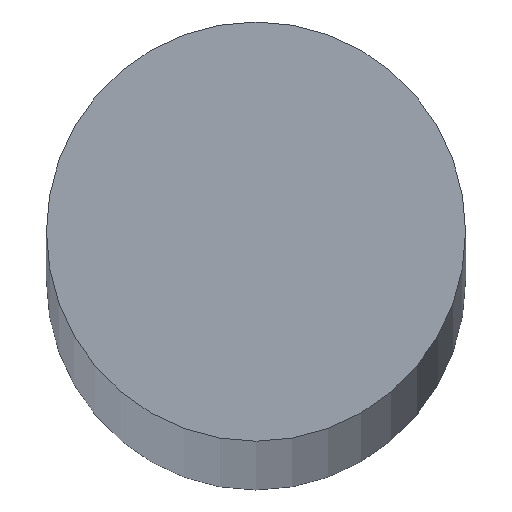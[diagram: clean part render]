
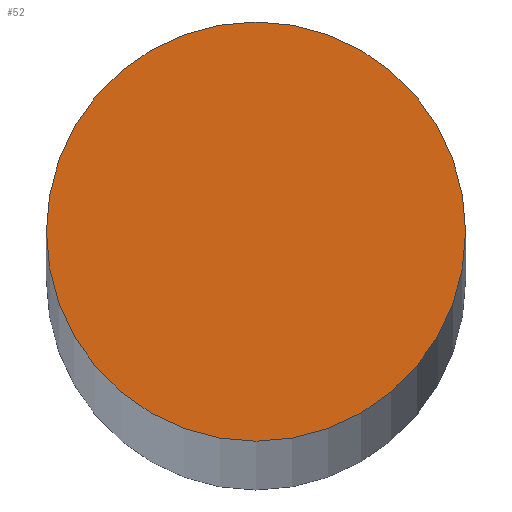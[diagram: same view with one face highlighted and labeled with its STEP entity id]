
A CAD part, top view. The second image highlights one B-rep face of the part: STEP entity #52.
In plain terms, the highlighted planar face has unit normal (0, 0, 1).
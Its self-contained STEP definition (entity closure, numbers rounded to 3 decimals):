
#10 = DIRECTION ( 'NONE',  ( 0., 0., 1. ) ) ;
#11 = EDGE_CURVE ( 'NONE', #162, #188, #142, .T. ) ;
#15 = DIRECTION ( 'NONE',  ( 1., 0., 0. ) ) ;
#17 = DIRECTION ( 'NONE',  ( 1., 0., 0. ) ) ;
#25 = CARTESIAN_POINT ( 'NONE',  ( 7.5, 0., 1000. ) ) ;
#34 = EDGE_LOOP ( 'NONE', ( #93, #159 ) ) ;
#52 = ADVANCED_FACE ( 'NONE', ( #130 ), #177, .T. ) ;
#65 = AXIS2_PLACEMENT_3D ( 'NONE', #154, #89, #101 ) ;
#76 = CIRCLE ( 'NONE', #65, 7.5 ) ;
#89 = DIRECTION ( 'NONE',  ( 0., 0., 1. ) ) ;
#91 = EDGE_CURVE ( 'NONE', #188, #162, #76, .T. ) ;
#93 = ORIENTED_EDGE ( 'NONE', *, *, #11, .T. ) ;
#101 = DIRECTION ( 'NONE',  ( 1., 0., 0. ) ) ;
#112 = CARTESIAN_POINT ( 'NONE',  ( 0., 0., 1000. ) ) ;
#130 = FACE_OUTER_BOUND ( 'NONE', #34, .T. ) ;
#142 = CIRCLE ( 'NONE', #175, 7.5 ) ;
#149 = CARTESIAN_POINT ( 'NONE',  ( 0., 0., 1000. ) ) ;
#154 = CARTESIAN_POINT ( 'NONE',  ( 0., 0., 1000. ) ) ;
#159 = ORIENTED_EDGE ( 'NONE', *, *, #91, .T. ) ;
#161 = DIRECTION ( 'NONE',  ( 0., 0., 1. ) ) ;
#162 = VERTEX_POINT ( 'NONE', #170 ) ;
#166 = AXIS2_PLACEMENT_3D ( 'NONE', #149, #10, #17 ) ;
#170 = CARTESIAN_POINT ( 'NONE',  ( -7.5, 0., 1000. ) ) ;
#175 = AXIS2_PLACEMENT_3D ( 'NONE', #112, #161, #15 ) ;
#177 = PLANE ( 'NONE',  #166 ) ;
#188 = VERTEX_POINT ( 'NONE', #25 ) ;
